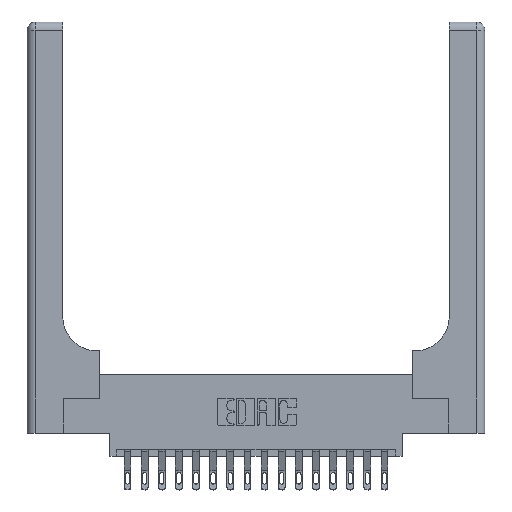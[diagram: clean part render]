
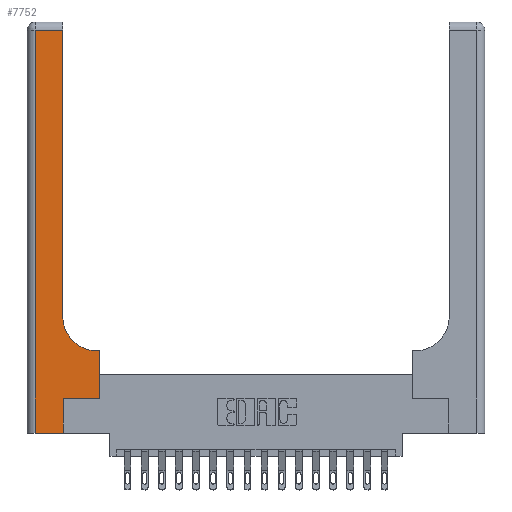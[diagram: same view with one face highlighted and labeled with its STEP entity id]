
A CAD part, top view. The second image highlights one B-rep face of the part: STEP entity #7752.
In plain terms, the highlighted planar face has unit normal (0, 0, 1).
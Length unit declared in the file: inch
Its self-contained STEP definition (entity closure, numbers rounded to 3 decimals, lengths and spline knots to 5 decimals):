
#385 = VERTEX_POINT ( 'NONE', #1662 ) ;
#565 = LINE ( 'NONE', #14144, #11827 ) ;
#798 = EDGE_CURVE ( 'NONE', #18844, #17025, #3959, .T. ) ;
#944 = DIRECTION ( 'NONE',  ( 0., 1., 0. ) ) ;
#1022 = CARTESIAN_POINT ( 'NONE',  ( 0.26, 2.94, 0.37 ) ) ;
#1079 = VERTEX_POINT ( 'NONE', #18118 ) ;
#1299 = CARTESIAN_POINT ( 'NONE',  ( 0.26, 0.85, 0.37 ) ) ;
#1414 = EDGE_CURVE ( 'NONE', #11061, #19829, #16449, .T. ) ;
#1479 = CARTESIAN_POINT ( 'NONE',  ( 0.26, 3., 0.37 ) ) ;
#1557 = LINE ( 'NONE', #9263, #8059 ) ;
#1625 = VECTOR ( 'NONE', #13839, 39.37008 ) ;
#1662 = CARTESIAN_POINT ( 'NONE',  ( 0.06, 2.94, 0.37 ) ) ;
#1669 = VERTEX_POINT ( 'NONE', #19079 ) ;
#2022 = AXIS2_PLACEMENT_3D ( 'NONE', #3229, #7898, #6479 ) ;
#2172 = CARTESIAN_POINT ( 'NONE',  ( 0., 0., 0.37 ) ) ;
#2343 = CARTESIAN_POINT ( 'NONE',  ( 0.06, 3., 0.37 ) ) ;
#2356 = CARTESIAN_POINT ( 'NONE',  ( 0.26, 0.6, 0.37 ) ) ;
#2409 = ORIENTED_EDGE ( 'NONE', *, *, #9146, .T. ) ;
#2759 = DIRECTION ( 'NONE',  ( 0., 0., -1. ) ) ;
#2906 = EDGE_CURVE ( 'NONE', #17025, #17560, #7555, .T. ) ;
#3229 = CARTESIAN_POINT ( 'NONE',  ( 0.51, 0.85, 0.37 ) ) ;
#3841 = ORIENTED_EDGE ( 'NONE', *, *, #2906, .T. ) ;
#3959 = CIRCLE ( 'NONE', #2022, 0.25 ) ;
#4271 = FACE_OUTER_BOUND ( 'NONE', #10954, .T. ) ;
#4358 = CARTESIAN_POINT ( 'NONE',  ( 0.265, 0., 0.37 ) ) ;
#5603 = PLANE ( 'NONE',  #14169 ) ;
#6219 = EDGE_CURVE ( 'NONE', #1079, #11061, #18056, .T. ) ;
#6479 = DIRECTION ( 'NONE',  ( 1., 0., 0. ) ) ;
#6668 = VERTEX_POINT ( 'NONE', #19064 ) ;
#7555 = LINE ( 'NONE', #1479, #1625 ) ;
#7576 = VECTOR ( 'NONE', #13737, 39.37008 ) ;
#7598 = EDGE_CURVE ( 'NONE', #6668, #1079, #12932, .T. ) ;
#7752 = ADVANCED_FACE ( 'NONE', ( #4271 ), #5603, .F. ) ;
#7898 = DIRECTION ( 'NONE',  ( 0., 0., -1. ) ) ;
#8059 = VECTOR ( 'NONE', #14110, 39.37008 ) ;
#8361 = VECTOR ( 'NONE', #13504, 39.37008 ) ;
#8462 = DIRECTION ( 'NONE',  ( 1., 0., 0. ) ) ;
#8959 = DIRECTION ( 'NONE',  ( -1., 0., 0. ) ) ;
#9146 = EDGE_CURVE ( 'NONE', #17560, #385, #1557, .T. ) ;
#9263 = CARTESIAN_POINT ( 'NONE',  ( 0., 2.94, 0.37 ) ) ;
#9702 = VECTOR ( 'NONE', #9755, 39.37008 ) ;
#9755 = DIRECTION ( 'NONE',  ( 0., -1., 0. ) ) ;
#10330 = ORIENTED_EDGE ( 'NONE', *, *, #16175, .T. ) ;
#10492 = CARTESIAN_POINT ( 'NONE',  ( 0., 3., 0.37 ) ) ;
#10630 = EDGE_CURVE ( 'NONE', #19829, #1669, #565, .T. ) ;
#10954 = EDGE_LOOP ( 'NONE', ( #3841, #2409, #12405, #18036, #14074, #15111, #12021, #10330, #18965 ) ) ;
#11061 = VERTEX_POINT ( 'NONE', #19422 ) ;
#11257 = VECTOR ( 'NONE', #944, 39.37008 ) ;
#11325 = DIRECTION ( 'NONE',  ( 0., 1., 0. ) ) ;
#11827 = VECTOR ( 'NONE', #11325, 39.37008 ) ;
#11896 = VECTOR ( 'NONE', #8462, 39.37008 ) ;
#12021 = ORIENTED_EDGE ( 'NONE', *, *, #10630, .T. ) ;
#12107 = CARTESIAN_POINT ( 'NONE',  ( 0.51, 0.6, 0.37 ) ) ;
#12405 = ORIENTED_EDGE ( 'NONE', *, *, #19308, .T. ) ;
#12932 = LINE ( 'NONE', #2172, #11896 ) ;
#13116 = LINE ( 'NONE', #2356, #8361 ) ;
#13199 = LINE ( 'NONE', #2343, #9702 ) ;
#13504 = DIRECTION ( 'NONE',  ( -1., 0., 0. ) ) ;
#13737 = DIRECTION ( 'NONE',  ( 1., 0., 0. ) ) ;
#13839 = DIRECTION ( 'NONE',  ( 0., 1., 0. ) ) ;
#14074 = ORIENTED_EDGE ( 'NONE', *, *, #6219, .T. ) ;
#14110 = DIRECTION ( 'NONE',  ( -1., 0., 0. ) ) ;
#14144 = CARTESIAN_POINT ( 'NONE',  ( 0.528, 0.25, 0.37 ) ) ;
#14169 = AXIS2_PLACEMENT_3D ( 'NONE', #10492, #2759, #8959 ) ;
#14962 = CARTESIAN_POINT ( 'NONE',  ( 0.265, 0.25, 0.37 ) ) ;
#15111 = ORIENTED_EDGE ( 'NONE', *, *, #1414, .T. ) ;
#16175 = EDGE_CURVE ( 'NONE', #1669, #18844, #13116, .T. ) ;
#16449 = LINE ( 'NONE', #14962, #7576 ) ;
#17025 = VERTEX_POINT ( 'NONE', #1299 ) ;
#17560 = VERTEX_POINT ( 'NONE', #1022 ) ;
#18036 = ORIENTED_EDGE ( 'NONE', *, *, #7598, .T. ) ;
#18056 = LINE ( 'NONE', #4358, #11257 ) ;
#18118 = CARTESIAN_POINT ( 'NONE',  ( 0.265, 0., 0.37 ) ) ;
#18844 = VERTEX_POINT ( 'NONE', #12107 ) ;
#18965 = ORIENTED_EDGE ( 'NONE', *, *, #798, .T. ) ;
#19064 = CARTESIAN_POINT ( 'NONE',  ( 0.06, 0., 0.37 ) ) ;
#19079 = CARTESIAN_POINT ( 'NONE',  ( 0.528, 0.6, 0.37 ) ) ;
#19308 = EDGE_CURVE ( 'NONE', #385, #6668, #13199, .T. ) ;
#19422 = CARTESIAN_POINT ( 'NONE',  ( 0.265, 0.25, 0.37 ) ) ;
#19649 = CARTESIAN_POINT ( 'NONE',  ( 0.528, 0.25, 0.37 ) ) ;
#19829 = VERTEX_POINT ( 'NONE', #19649 ) ;
